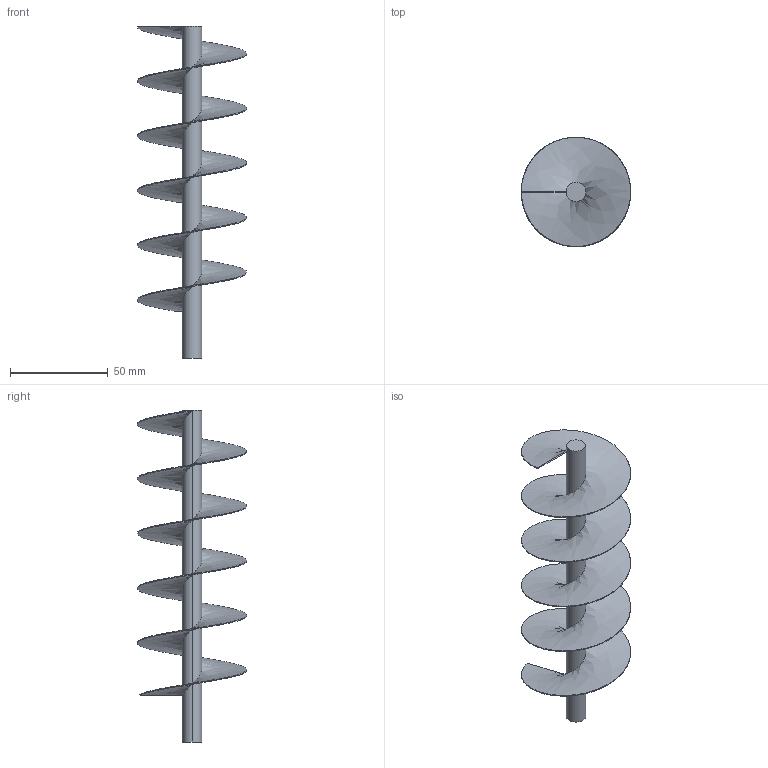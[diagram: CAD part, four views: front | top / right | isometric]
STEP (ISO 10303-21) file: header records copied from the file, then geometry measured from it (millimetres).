
FILE_DESCRIPTION (( 'STEP AP203' ), '1' );
FILE_NAME ('Solidworks_Shaft_Cylinderic.STEP', '2025-09-15T21:33:49', ( '' ), ( '' ), 'SwSTEP 2.0', 'SolidWorks 2023', '' );
FILE_SCHEMA (( 'CONFIG_CONTROL_DESIGN' ));
Length unit declared in the file: millimetre
Products named in the file (1): Solidworks_Shaft_Cylinderic
Bounding box: 56 x 56 x 170 mm (x, y, z)
Volume: 18510 mm3; surface area: 32268 mm2
Topology: 2 solids, 2 shells, 13 faces, 24 edges, 16 vertices
Faces by surface type: plane 5, bspline 4, cylinder 4
Entity records: 3131 total; most frequent: CARTESIAN_POINT 2829, ORIENTED_EDGE 48, DIRECTION 41, EDGE_CURVE 24, AXIS2_PLACEMENT_3D 18, VERTEX_POINT 16, EDGE_LOOP 14, FACE_OUTER_BOUND 13
